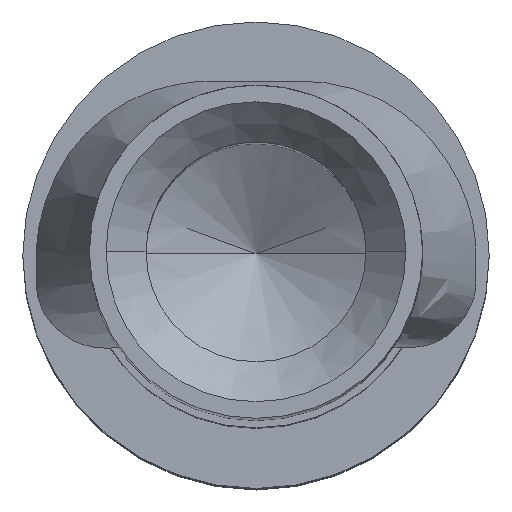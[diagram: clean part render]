
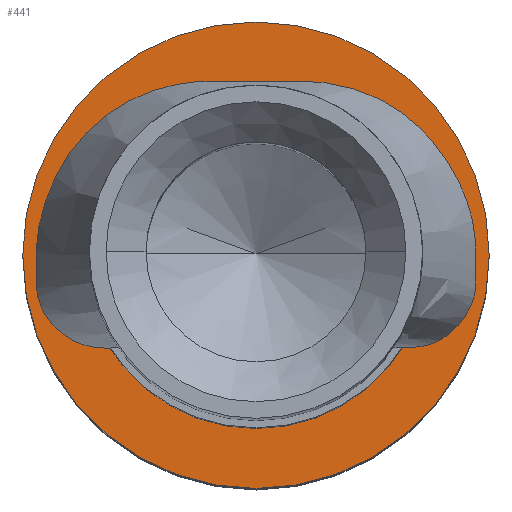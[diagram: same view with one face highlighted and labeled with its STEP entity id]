
A CAD part, top view. The second image highlights one B-rep face of the part: STEP entity #441.
In plain terms, the highlighted planar face has unit normal (0, 0, 1).
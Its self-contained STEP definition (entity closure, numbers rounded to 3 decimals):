
#15 = CARTESIAN_POINT ( 'NONE',  ( -1.75, 0., 6.5 ) ) ;
#17 = EDGE_LOOP ( 'NONE', ( #664, #846 ) ) ;
#26 = EDGE_CURVE ( 'NONE', #918, #438, #842, .T. ) ;
#62 = PLANE ( 'NONE',  #351 ) ;
#68 = FACE_BOUND ( 'NONE', #17, .T. ) ;
#102 = AXIS2_PLACEMENT_3D ( 'NONE', #1405, #607, #353 ) ;
#150 = CIRCLE ( 'NONE', #1162, 1.75 ) ;
#181 = DIRECTION ( 'NONE',  ( 0., 0., 1. ) ) ;
#319 = DIRECTION ( 'NONE',  ( 1., 0., 0. ) ) ;
#331 = VERTEX_POINT ( 'NONE', #440 ) ;
#348 = EDGE_CURVE ( 'NONE', #331, #725, #377, .T. ) ;
#351 = AXIS2_PLACEMENT_3D ( 'NONE', #835, #993, #589 ) ;
#353 = DIRECTION ( 'NONE',  ( 1., 0., 0. ) ) ;
#377 = CIRCLE ( 'NONE', #1341, 1.75 ) ;
#438 = VERTEX_POINT ( 'NONE', #843 ) ;
#440 = CARTESIAN_POINT ( 'NONE',  ( 1.75, 0., 6.5 ) ) ;
#441 = ADVANCED_FACE ( 'NONE', ( #1630, #68 ), #62, .T. ) ;
#452 = AXIS2_PLACEMENT_3D ( 'NONE', #826, #1233, #989 ) ;
#589 = DIRECTION ( 'NONE',  ( 1., 0., 0. ) ) ;
#607 = DIRECTION ( 'NONE',  ( 0., 0., 1. ) ) ;
#664 = ORIENTED_EDGE ( 'NONE', *, *, #26, .F. ) ;
#673 = EDGE_LOOP ( 'NONE', ( #945, #1548 ) ) ;
#725 = VERTEX_POINT ( 'NONE', #15 ) ;
#826 = CARTESIAN_POINT ( 'NONE',  ( 0., 0., 6.5 ) ) ;
#835 = CARTESIAN_POINT ( 'NONE',  ( 0., 0., 6.5 ) ) ;
#842 = CIRCLE ( 'NONE', #102, 1.3 ) ;
#843 = CARTESIAN_POINT ( 'NONE',  ( -1.3, 0., 6.5 ) ) ;
#846 = ORIENTED_EDGE ( 'NONE', *, *, #1474, .F. ) ;
#918 = VERTEX_POINT ( 'NONE', #1194 ) ;
#945 = ORIENTED_EDGE ( 'NONE', *, *, #348, .T. ) ;
#966 = DIRECTION ( 'NONE',  ( 0., 0., 1. ) ) ;
#989 = DIRECTION ( 'NONE',  ( 1., 0., 0. ) ) ;
#993 = DIRECTION ( 'NONE',  ( 0., 0., 1. ) ) ;
#1112 = EDGE_CURVE ( 'NONE', #725, #331, #150, .T. ) ;
#1162 = AXIS2_PLACEMENT_3D ( 'NONE', #1386, #181, #319 ) ;
#1187 = CIRCLE ( 'NONE', #452, 1.3 ) ;
#1194 = CARTESIAN_POINT ( 'NONE',  ( 1.3, 0., 6.5 ) ) ;
#1233 = DIRECTION ( 'NONE',  ( 0., 0., 1. ) ) ;
#1341 = AXIS2_PLACEMENT_3D ( 'NONE', #1613, #966, #1370 ) ;
#1370 = DIRECTION ( 'NONE',  ( 1., 0., 0. ) ) ;
#1386 = CARTESIAN_POINT ( 'NONE',  ( 0., 0., 6.5 ) ) ;
#1405 = CARTESIAN_POINT ( 'NONE',  ( 0., 0., 6.5 ) ) ;
#1474 = EDGE_CURVE ( 'NONE', #438, #918, #1187, .T. ) ;
#1548 = ORIENTED_EDGE ( 'NONE', *, *, #1112, .T. ) ;
#1613 = CARTESIAN_POINT ( 'NONE',  ( 0., 0., 6.5 ) ) ;
#1630 = FACE_OUTER_BOUND ( 'NONE', #673, .T. ) ;
